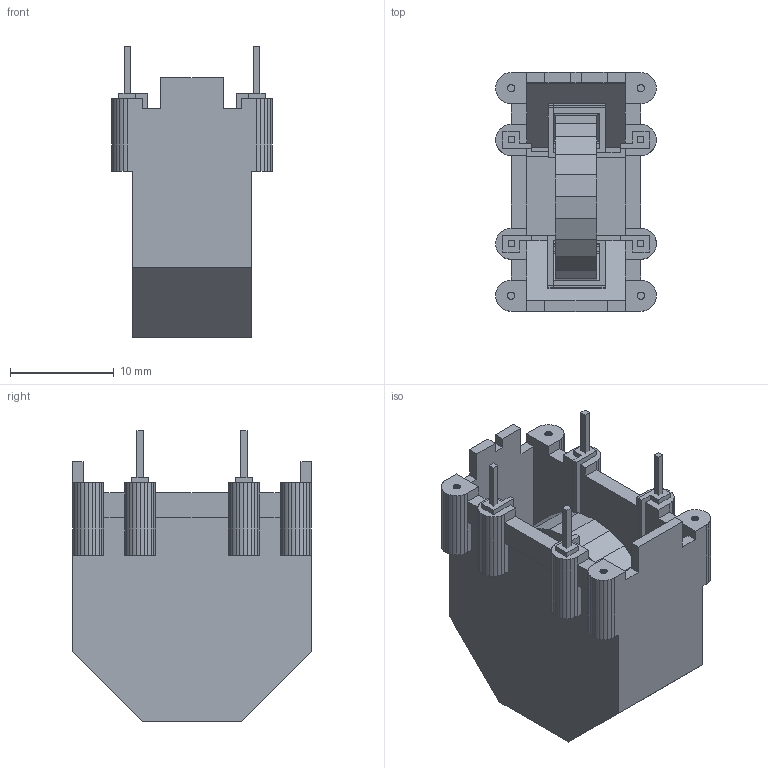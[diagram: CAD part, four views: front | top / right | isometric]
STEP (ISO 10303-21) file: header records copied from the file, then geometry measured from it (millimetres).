
FILE_DESCRIPTION(('FreeCAD Model'),'2;1');
FILE_NAME('X02Vi.stp', '2014-07-08T12:45:17',('FreeCAD'),('FreeCAD'), 'Open CASCADE STEP processor 6.3','FreeCAD','Unknown');
FILE_SCHEMA(('AUTOMOTIVE_DESIGN_CC2 { 1 2 10303 214 -1 1 5 4 }'));
Products named in the file (6): X02Vi; X02Vi001; X02Vi002; X02Vi003; X02Vi004; X02Vi005
Bounding box: 15.5 x 23 x 28 mm (x, y, z)
Volume: 2301.2 mm3; surface area: 4589.8 mm2
Topology: 6 solids, 6 shells, 850 faces, 2468 edges, 1640 vertices
Faces by surface type: plane 581, cylinder 266, cone 3
Entity records: 62844 total; most frequent: CARTESIAN_POINT 15615, DIRECTION 8280, LINE 5205, VECTOR 5205, ORIENTED_EDGE 4936, PCURVE 4936, DEFINITIONAL_REPRESENTATION 4936, EDGE_CURVE 2468
